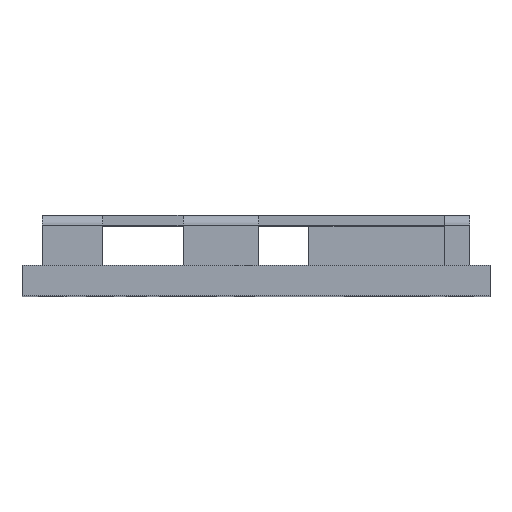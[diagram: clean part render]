
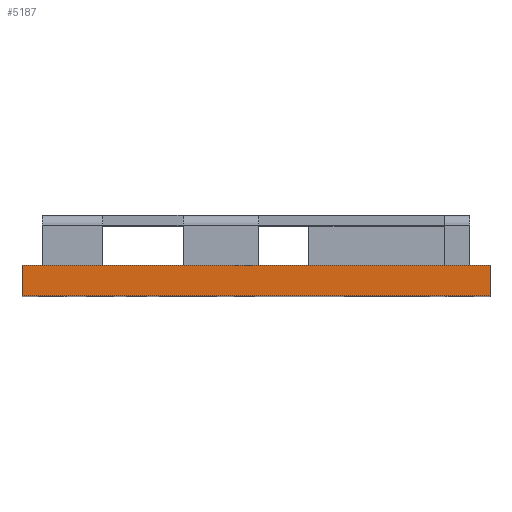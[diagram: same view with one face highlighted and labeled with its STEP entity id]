
A CAD part, top view. The second image highlights one B-rep face of the part: STEP entity #5187.
In plain terms, the highlighted planar face has unit normal (0, 0, 1).
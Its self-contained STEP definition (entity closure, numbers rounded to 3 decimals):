
#9=DIRECTION('',(1.,0.,0.));
#10=VECTOR('',#9,9.3);
#11=CARTESIAN_POINT('',(-4.65,0.,7.15));
#12=LINE('',#11,#10);
#1119=DIRECTION('',(0.,1.,0.));
#1120=VECTOR('',#1119,0.6);
#1121=CARTESIAN_POINT('',(4.65,0.,7.15));
#1122=LINE('',#1121,#1120);
#1123=DIRECTION('',(0.,1.,0.));
#1124=VECTOR('',#1123,0.6);
#1125=CARTESIAN_POINT('',(-4.65,0.,7.15));
#1126=LINE('',#1125,#1124);
#1139=DIRECTION('',(1.,0.,0.));
#1140=VECTOR('',#1139,9.3);
#1141=CARTESIAN_POINT('',(-4.65,0.6,7.15));
#1142=LINE('',#1141,#1140);
#3318=CARTESIAN_POINT('',(-4.65,0.,7.15));
#3320=VERTEX_POINT('',#3318);
#3321=CARTESIAN_POINT('',(4.65,0.,7.15));
#3322=VERTEX_POINT('',#3321);
#3326=CARTESIAN_POINT('',(-4.65,0.6,7.15));
#3328=VERTEX_POINT('',#3326);
#3329=CARTESIAN_POINT('',(4.65,0.6,7.15));
#3330=VERTEX_POINT('',#3329);
#5175=CARTESIAN_POINT('',(-4.65,0.,7.15));
#5176=DIRECTION('',(0.,0.,1.));
#5177=DIRECTION('',(1.,0.,0.));
#5178=AXIS2_PLACEMENT_3D('',#5175,#5176,#5177);
#5179=PLANE('',#5178);
#5180=ORIENTED_EDGE('',*,*,#4444,.F.);
#5181=ORIENTED_EDGE('',*,*,#5142,.T.);
#5183=ORIENTED_EDGE('',*,*,#5182,.T.);
#5184=ORIENTED_EDGE('',*,*,#5167,.F.);
#5185=EDGE_LOOP('',(#5180,#5181,#5183,#5184));
#5186=FACE_OUTER_BOUND('',#5185,.F.);
#5187=ADVANCED_FACE('',(#5186),#5179,.T.);
#4444=EDGE_CURVE('',#3320,#3322,#12,.T.);
#5142=EDGE_CURVE('',#3320,#3328,#1126,.T.);
#5167=EDGE_CURVE('',#3322,#3330,#1122,.T.);
#5182=EDGE_CURVE('',#3328,#3330,#1142,.T.);
